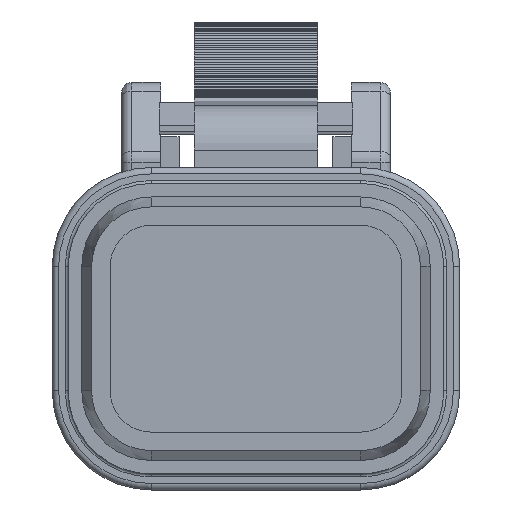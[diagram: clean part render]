
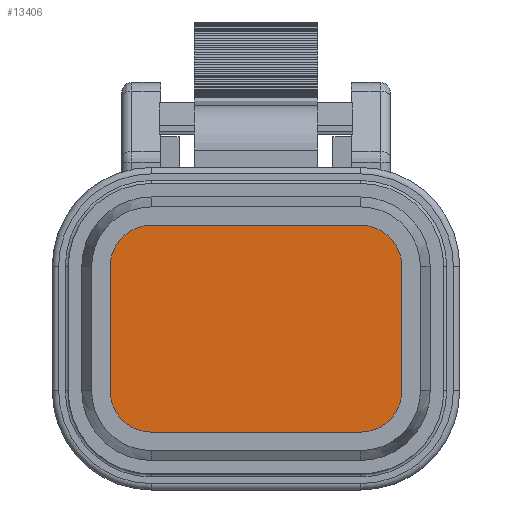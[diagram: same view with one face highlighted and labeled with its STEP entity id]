
A CAD part, front view. The second image highlights one B-rep face of the part: STEP entity #13406.
In plain terms, the highlighted planar face has unit normal (0, -1, 0).
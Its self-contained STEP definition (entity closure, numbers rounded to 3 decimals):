
#2=CARTESIAN_POINT('',(4.245,0.,2.52));
#3=DIRECTION('',(0.,1.,0.));
#4=DIRECTION('',(0.,0.,1.));
#5=AXIS2_PLACEMENT_3D('',#2,#3,#4);
#7=DIRECTION('',(0.,0.,-1.));
#8=VECTOR('',#7,5.04);
#9=CARTESIAN_POINT('',(5.925,0.,2.52));
#10=LINE('',#9,#8);
#11=CARTESIAN_POINT('',(4.245,0.,-2.52));
#12=DIRECTION('',(0.,1.,0.));
#13=DIRECTION('',(1.,0.,0.));
#14=AXIS2_PLACEMENT_3D('',#11,#12,#13);
#16=DIRECTION('',(-1.,0.,0.));
#17=VECTOR('',#16,8.49);
#18=CARTESIAN_POINT('',(4.245,0.,-4.2));
#19=LINE('',#18,#17);
#20=CARTESIAN_POINT('',(-4.245,0.,-2.52));
#21=DIRECTION('',(0.,1.,0.));
#22=DIRECTION('',(0.,0.,-1.));
#23=AXIS2_PLACEMENT_3D('',#20,#21,#22);
#25=DIRECTION('',(0.,0.,1.));
#26=VECTOR('',#25,5.04);
#27=CARTESIAN_POINT('',(-5.925,0.,-2.52));
#28=LINE('',#27,#26);
#29=CARTESIAN_POINT('',(-4.245,0.,2.52));
#30=DIRECTION('',(0.,1.,0.));
#31=DIRECTION('',(-1.,0.,0.));
#32=AXIS2_PLACEMENT_3D('',#29,#30,#31);
#34=DIRECTION('',(1.,0.,0.));
#35=VECTOR('',#34,8.49);
#36=CARTESIAN_POINT('',(-4.245,0.,4.2));
#37=LINE('',#36,#35);
#12607=CARTESIAN_POINT('',(-4.245,0.,4.2));
#12608=CARTESIAN_POINT('',(4.245,0.,4.2));
#12609=VERTEX_POINT('',#12607);
#12610=VERTEX_POINT('',#12608);
#12611=CARTESIAN_POINT('',(5.925,0.,2.52));
#12612=VERTEX_POINT('',#12611);
#12613=CARTESIAN_POINT('',(5.925,0.,-2.52));
#12614=VERTEX_POINT('',#12613);
#12615=CARTESIAN_POINT('',(4.245,0.,-4.2));
#12616=VERTEX_POINT('',#12615);
#12617=CARTESIAN_POINT('',(-4.245,0.,-4.2));
#12618=VERTEX_POINT('',#12617);
#12619=CARTESIAN_POINT('',(-5.925,0.,-2.52));
#12620=VERTEX_POINT('',#12619);
#12621=CARTESIAN_POINT('',(-5.925,0.,2.52));
#12622=VERTEX_POINT('',#12621);
#13383=CARTESIAN_POINT('',(0.,0.,0.));
#13384=DIRECTION('',(0.,1.,0.));
#13385=DIRECTION('',(1.,0.,0.));
#13386=AXIS2_PLACEMENT_3D('',#13383,#13384,#13385);
#13387=PLANE('',#13386);
#13389=ORIENTED_EDGE('',*,*,#13388,.T.);
#13391=ORIENTED_EDGE('',*,*,#13390,.T.);
#13393=ORIENTED_EDGE('',*,*,#13392,.T.);
#13395=ORIENTED_EDGE('',*,*,#13394,.T.);
#13397=ORIENTED_EDGE('',*,*,#13396,.T.);
#13399=ORIENTED_EDGE('',*,*,#13398,.T.);
#13401=ORIENTED_EDGE('',*,*,#13400,.T.);
#13403=ORIENTED_EDGE('',*,*,#13402,.T.);
#13404=EDGE_LOOP('',(#13389,#13391,#13393,#13395,#13397,#13399,#13401,#13403));
#13405=FACE_OUTER_BOUND('',#13404,.F.);
#13406=ADVANCED_FACE('',(#13405),#13387,.F.);
#6=CIRCLE('',#5,1.68);
#15=CIRCLE('',#14,1.68);
#24=CIRCLE('',#23,1.68);
#33=CIRCLE('',#32,1.68);
#13388=EDGE_CURVE('',#12610,#12612,#6,.T.);
#13390=EDGE_CURVE('',#12612,#12614,#10,.T.);
#13392=EDGE_CURVE('',#12614,#12616,#15,.T.);
#13394=EDGE_CURVE('',#12616,#12618,#19,.T.);
#13396=EDGE_CURVE('',#12618,#12620,#24,.T.);
#13398=EDGE_CURVE('',#12620,#12622,#28,.T.);
#13400=EDGE_CURVE('',#12622,#12609,#33,.T.);
#13402=EDGE_CURVE('',#12609,#12610,#37,.T.);
